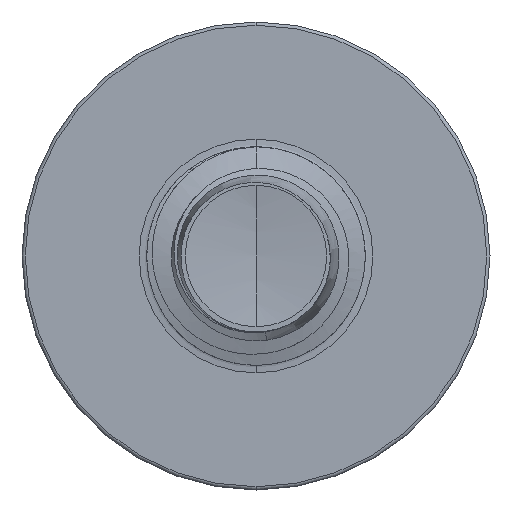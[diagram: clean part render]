
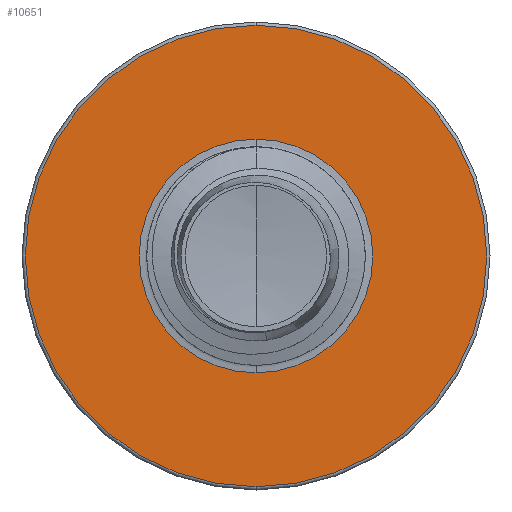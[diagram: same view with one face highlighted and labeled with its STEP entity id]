
A CAD part, front view. The second image highlights one B-rep face of the part: STEP entity #10651.
In plain terms, the highlighted planar face has unit normal (0, -1, 0).
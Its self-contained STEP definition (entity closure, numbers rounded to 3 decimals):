
#757 = CARTESIAN_POINT ( 'NONE',  ( 0., 5.5, 1.872 ) ) ;
#1942 = DIRECTION ( 'NONE',  ( 0., 0., 1. ) ) ;
#2380 = EDGE_LOOP ( 'NONE', ( #11933, #5303 ) ) ;
#2381 = EDGE_CURVE ( 'NONE', #13086, #3644, #13502, .T. ) ;
#3542 = CARTESIAN_POINT ( 'NONE',  ( 0., 5.5, 0. ) ) ;
#3644 = VERTEX_POINT ( 'NONE', #757 ) ;
#3889 = CARTESIAN_POINT ( 'NONE',  ( 0., 5.5, 3.698 ) ) ;
#4452 = AXIS2_PLACEMENT_3D ( 'NONE', #5493, #5472, #5451 ) ;
#5029 = EDGE_CURVE ( 'NONE', #13519, #12512, #10256, .T. ) ;
#5172 = DIRECTION ( 'NONE',  ( 0., 0., 1. ) ) ;
#5303 = ORIENTED_EDGE ( 'NONE', *, *, #7395, .F. ) ;
#5451 = DIRECTION ( 'NONE',  ( 0., 0., 1. ) ) ;
#5472 = DIRECTION ( 'NONE',  ( 0., 1., 0. ) ) ;
#5493 = CARTESIAN_POINT ( 'NONE',  ( 0., 5.5, 0. ) ) ;
#7360 = EDGE_CURVE ( 'NONE', #3644, #13086, #14164, .T. ) ;
#7395 = EDGE_CURVE ( 'NONE', #12512, #13519, #8188, .T. ) ;
#7853 = CARTESIAN_POINT ( 'NONE',  ( 0., 5.5, -1.872 ) ) ;
#8070 = PLANE ( 'NONE',  #17081 ) ;
#8114 = DIRECTION ( 'NONE',  ( 0., 1., 0. ) ) ;
#8188 = CIRCLE ( 'NONE', #9748, 3.698 ) ;
#8316 = DIRECTION ( 'NONE',  ( 0., 0., 1. ) ) ;
#8332 = DIRECTION ( 'NONE',  ( 0., 1., 0. ) ) ;
#8335 = CARTESIAN_POINT ( 'NONE',  ( 0., 5.5, 0. ) ) ;
#9084 = ORIENTED_EDGE ( 'NONE', *, *, #7360, .T. ) ;
#9144 = EDGE_LOOP ( 'NONE', ( #9084, #15265 ) ) ;
#9410 = CARTESIAN_POINT ( 'NONE',  ( 0., 5.5, -1.872 ) ) ;
#9748 = AXIS2_PLACEMENT_3D ( 'NONE', #15197, #8114, #16243 ) ;
#10256 = CIRCLE ( 'NONE', #4452, 3.698 ) ;
#10651 = ADVANCED_FACE ( 'NONE', ( #14523, #14855 ), #8070, .F. ) ;
#10682 = DIRECTION ( 'NONE',  ( 0., 1., 0. ) ) ;
#11707 = AXIS2_PLACEMENT_3D ( 'NONE', #8335, #8332, #8316 ) ;
#11933 = ORIENTED_EDGE ( 'NONE', *, *, #5029, .F. ) ;
#12512 = VERTEX_POINT ( 'NONE', #13395 ) ;
#12935 = DIRECTION ( 'NONE',  ( 0., 1., 0. ) ) ;
#13086 = VERTEX_POINT ( 'NONE', #7853 ) ;
#13395 = CARTESIAN_POINT ( 'NONE',  ( 0., 5.5, -3.697 ) ) ;
#13502 = CIRCLE ( 'NONE', #11707, 1.872 ) ;
#13519 = VERTEX_POINT ( 'NONE', #3889 ) ;
#13630 = AXIS2_PLACEMENT_3D ( 'NONE', #3542, #12935, #5172 ) ;
#14164 = CIRCLE ( 'NONE', #13630, 1.872 ) ;
#14523 = FACE_OUTER_BOUND ( 'NONE', #2380, .T. ) ;
#14855 = FACE_BOUND ( 'NONE', #9144, .T. ) ;
#15197 = CARTESIAN_POINT ( 'NONE',  ( 0., 5.5, 0. ) ) ;
#15265 = ORIENTED_EDGE ( 'NONE', *, *, #2381, .T. ) ;
#16243 = DIRECTION ( 'NONE',  ( 0., 0., 1. ) ) ;
#17081 = AXIS2_PLACEMENT_3D ( 'NONE', #9410, #10682, #1942 ) ;
